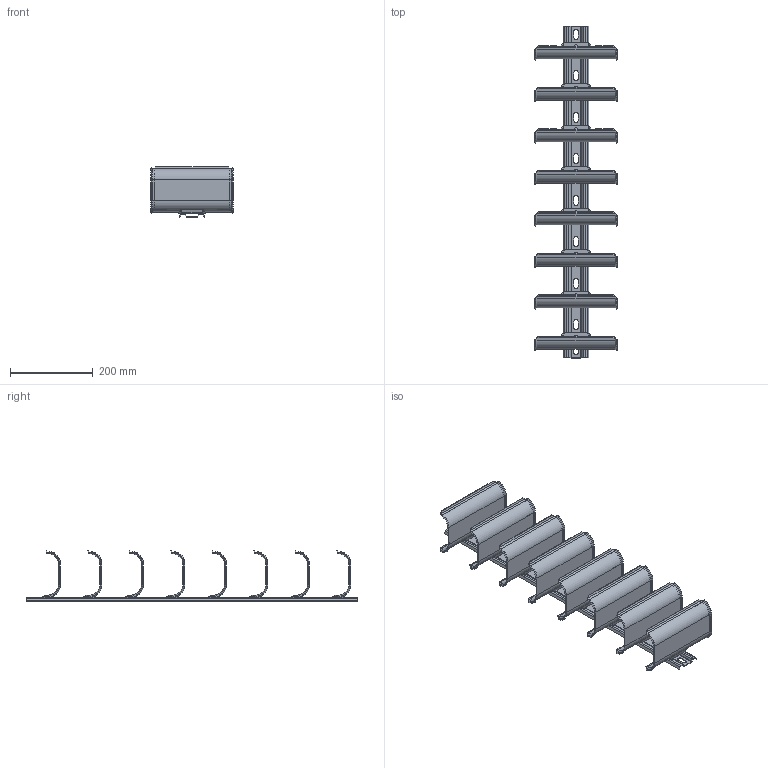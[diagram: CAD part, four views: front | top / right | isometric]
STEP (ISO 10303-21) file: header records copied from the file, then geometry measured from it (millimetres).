
FILE_DESCRIPTION((''),'2;1');
FILE_NAME('6006908_ASM','2014-10-30T',('AndreasKeweloh'),(''),'PRO/ENGINEER BY PARAMETRIC TECHNOLOGY CORPORATION, 2014000','PRO/ENGINEER BY PARAMETRIC TECHNOLOGY CORPORATION, 2014000','');
FILE_SCHEMA(('CONFIG_CONTROL_DESIGN'));
Length unit declared in the file: millimetre
Products named in the file (3): 046639_100; 068905_8-FACH; 6006908_ASM
Assembly tree (9 placements, depth 2):
  6006908_ASM
    046639_100  x8
    068905_8-FACH
Bounding box: 198 x 800 x 122.46 mm (x, y, z)
Volume: 580752.7 mm3; surface area: 600117.9 mm2
Topology: 9 solids, 9 shells, 1266 faces, 3276 edges, 2100 vertices
Faces by surface type: plane 676, cylinder 366, cone 96, bspline 64, torus 32, extrusion 32
Entity records: 8845 total; most frequent: CARTESIAN_POINT 2087, ORIENTED_EDGE 1386, DIRECTION 1361, EDGE_CURVE 693, AXIS2_PLACEMENT_3D 471, VERTEX_POINT 441, VECTOR 419, LINE 415
